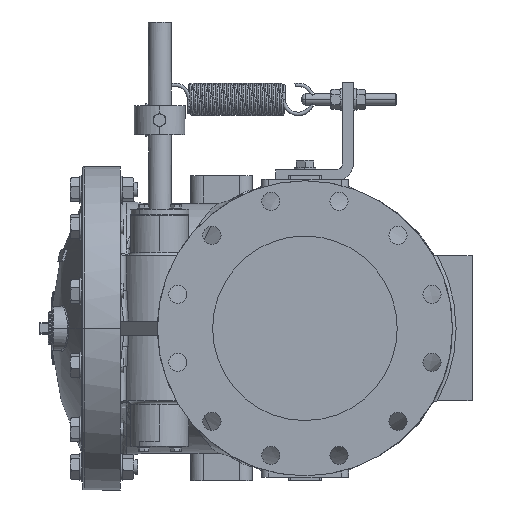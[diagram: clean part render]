
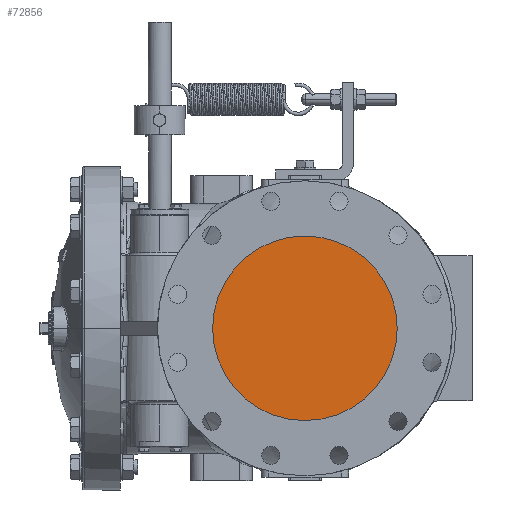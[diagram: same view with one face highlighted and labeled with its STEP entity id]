
A CAD part, left-side view. The second image highlights one B-rep face of the part: STEP entity #72856.
In plain terms, the highlighted planar face has unit normal (-1, 0, 0).
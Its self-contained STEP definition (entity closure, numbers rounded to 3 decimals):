
#33960=CARTESIAN_POINT('',(-12.087,0.,0.));
#33961=DIRECTION('',(1.,0.,0.));
#33962=DIRECTION('',(0.,-1.,0.));
#33963=AXIS2_PLACEMENT_3D('',#33960,#33961,#33962);
#33970=CARTESIAN_POINT('',(-12.087,0.,0.));
#33971=DIRECTION('',(1.,0.,0.));
#33972=DIRECTION('',(0.,1.,0.));
#33973=AXIS2_PLACEMENT_3D('',#33970,#33971,#33972);
#41363=CARTESIAN_POINT('',(-12.087,-5.,0.));
#41364=CARTESIAN_POINT('',(-12.087,5.,0.));
#41365=VERTEX_POINT('',#41363);
#41366=VERTEX_POINT('',#41364);
#72846=CARTESIAN_POINT('',(-12.087,0.,0.));
#72847=DIRECTION('',(1.,0.,0.));
#72848=DIRECTION('',(0.,-1.,0.));
#72849=AXIS2_PLACEMENT_3D('',#72846,#72847,#72848);
#72850=PLANE('',#72849);
#72851=ORIENTED_EDGE('',*,*,#72836,.T.);
#72853=ORIENTED_EDGE('',*,*,#72852,.T.);
#72854=EDGE_LOOP('',(#72851,#72853));
#72855=FACE_OUTER_BOUND('',#72854,.F.);
#33964=CIRCLE('',#33963,5.);
#33974=CIRCLE('',#33973,5.);
#72836=EDGE_CURVE('',#41365,#41366,#33964,.T.);
#72852=EDGE_CURVE('',#41366,#41365,#33974,.T.);
#72856=ADVANCED_FACE('',(#72855),#72850,.F.);
